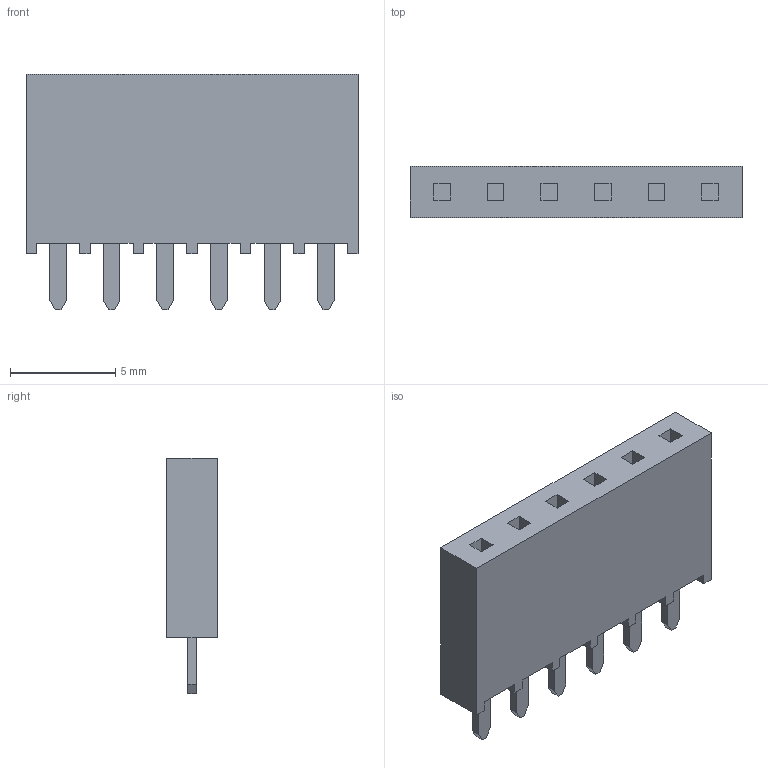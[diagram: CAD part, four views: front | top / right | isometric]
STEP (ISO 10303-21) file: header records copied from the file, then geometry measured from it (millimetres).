
FILE_DESCRIPTION(('FreeCAD Model'),'2;1');
FILE_NAME('Fusion.step', '2017-01-16T16:39:21',('kicad StepUp'),('ksu MCAD'), 'Open CASCADE STEP processor 6.8','FreeCAD','Unknown');
FILE_SCHEMA(('AUTOMOTIVE_DESIGN_CC2 { 1 2 10303 214 -1 1 5 4 }'));
Length unit declared in the file: millimetre
Products named in the file (1): Fusion
Bounding box: 15.75 x 2.41 x 11.15 mm (x, y, z)
Volume: 285.6 mm3; surface area: 580.8 mm2
Topology: 1 solids, 1 shells, 150 faces, 384 edges, 248 vertices
Faces by surface type: plane 150
Entity records: 5479 total; most frequent: CARTESIAN_POINT 783, ORIENTED_EDGE 768, DIRECTION 686, EDGE_CURVE 384, LINE 384, VECTOR 384, VERTEX_POINT 248, FACE_BOUND 162
